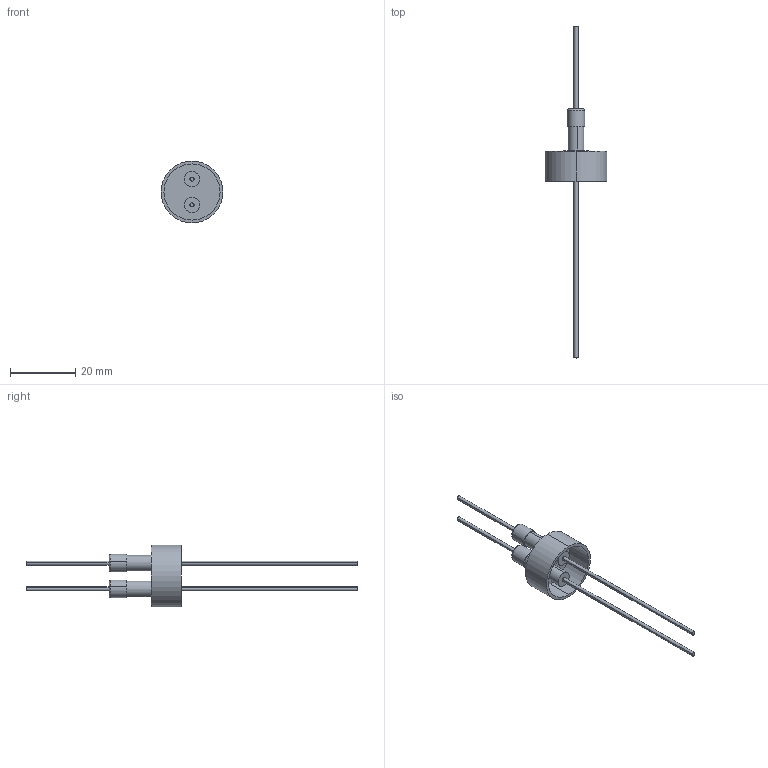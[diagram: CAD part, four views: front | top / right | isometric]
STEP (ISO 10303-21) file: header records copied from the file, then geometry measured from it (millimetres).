
FILE_DESCRIPTION (( 'STEP AP203' ), '1' );
FILE_NAME ('A0267-1-W.STEP', '2019-11-05T21:25:23', ( '' ), ( '' ), 'SwSTEP 2.0', 'SolidWorks 2019', '' );
FILE_SCHEMA (( 'CONFIG_CONTROL_DESIGN' ));
Length unit declared in the file: inch
Products named in the file (1): A0267-1-W
Bounding box: 18.97 x 101.6 x 18.97 mm (x, y, z)
Volume: 1689.6 mm3; surface area: 2798.5 mm2
Topology: 1 solids, 1 shells, 44 faces, 86 edges, 56 vertices
Faces by surface type: cylinder 26, plane 14, torus 4
Entity records: 1237 total; most frequent: DIRECTION 236, CARTESIAN_POINT 187, ORIENTED_EDGE 172, AXIS2_PLACEMENT_3D 105, EDGE_CURVE 86, CIRCLE 60, EDGE_LOOP 56, VERTEX_POINT 56
